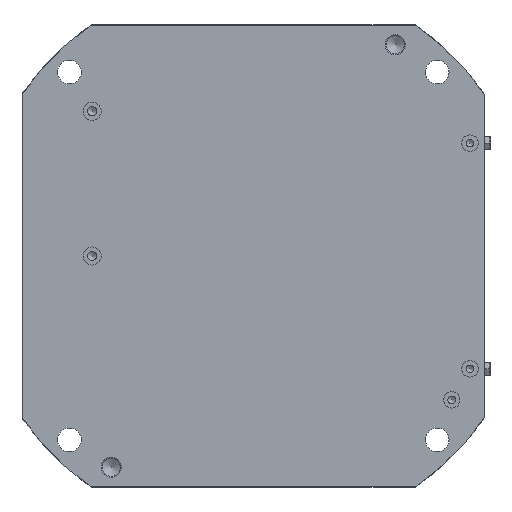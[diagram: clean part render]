
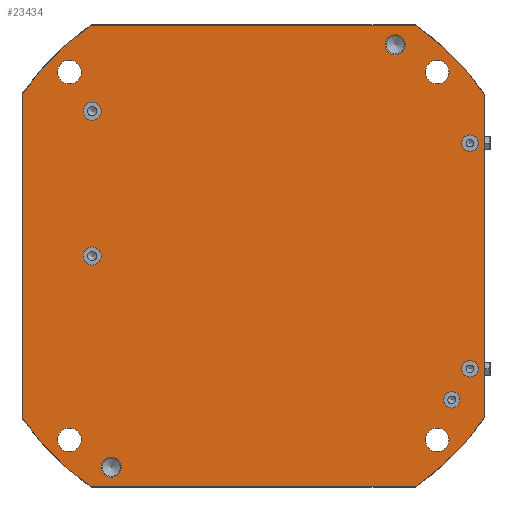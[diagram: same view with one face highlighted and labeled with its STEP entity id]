
A CAD part, front view. The second image highlights one B-rep face of the part: STEP entity #23434.
In plain terms, the highlighted planar face has unit normal (0, -1, 0).
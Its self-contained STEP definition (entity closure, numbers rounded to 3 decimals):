
#621=LINE('',#34266,#3272);
#622=LINE('',#34270,#3273);
#623=LINE('',#34274,#3274);
#624=LINE('',#34277,#3275);
#3272=VECTOR('',#27346,179.14);
#3273=VECTOR('',#27349,177.719);
#3274=VECTOR('',#27352,179.14);
#3275=VECTOR('',#27355,177.719);
#6025=FACE_BOUND('',#8711,.T.);
#6026=FACE_BOUND('',#8712,.T.);
#6027=FACE_BOUND('',#8713,.T.);
#6028=FACE_BOUND('',#8714,.T.);
#6029=FACE_BOUND('',#8715,.T.);
#6030=FACE_BOUND('',#8716,.T.);
#6031=FACE_BOUND('',#8717,.T.);
#6032=FACE_BOUND('',#8718,.T.);
#6033=FACE_BOUND('',#8719,.T.);
#6034=FACE_BOUND('',#8720,.T.);
#6035=FACE_BOUND('',#8721,.T.);
#6240=PLANE('',#24979);
#7383=FACE_OUTER_BOUND('',#8710,.T.);
#8710=EDGE_LOOP('',(#16732,#16733,#16734,#16735,#16736,#16737,#16738,#16739));
#8711=EDGE_LOOP('',(#16740));
#8712=EDGE_LOOP('',(#16741));
#8713=EDGE_LOOP('',(#16742));
#8714=EDGE_LOOP('',(#16743));
#8715=EDGE_LOOP('',(#16744));
#8716=EDGE_LOOP('',(#16745));
#8717=EDGE_LOOP('',(#16746));
#8718=EDGE_LOOP('',(#16747));
#8719=EDGE_LOOP('',(#16748));
#8720=EDGE_LOOP('',(#16749));
#8721=EDGE_LOOP('',(#16750));
#10137=CIRCLE('',#24978,5.5);
#10138=CIRCLE('',#24980,155.);
#10139=CIRCLE('',#24981,155.);
#10140=CIRCLE('',#24982,155.);
#10141=CIRCLE('',#24983,155.);
#10142=CIRCLE('',#24984,5.5);
#10143=CIRCLE('',#24985,6.5);
#10144=CIRCLE('',#24986,6.5);
#10145=CIRCLE('',#24987,6.5);
#10146=CIRCLE('',#24988,6.5);
#10147=CIRCLE('',#24989,4.5);
#10148=CIRCLE('',#24990,4.5);
#10149=CIRCLE('',#24991,4.5);
#10150=CIRCLE('',#24992,5.);
#10151=CIRCLE('',#24993,5.);
#10659=VERTEX_POINT('',#34259);
#10660=VERTEX_POINT('',#34262);
#10661=VERTEX_POINT('',#34263);
#10662=VERTEX_POINT('',#34265);
#10663=VERTEX_POINT('',#34267);
#10664=VERTEX_POINT('',#34269);
#10665=VERTEX_POINT('',#34271);
#10666=VERTEX_POINT('',#34273);
#10667=VERTEX_POINT('',#34275);
#10668=VERTEX_POINT('',#34278);
#10669=VERTEX_POINT('',#34280);
#10670=VERTEX_POINT('',#34282);
#10671=VERTEX_POINT('',#34284);
#10672=VERTEX_POINT('',#34286);
#10673=VERTEX_POINT('',#34288);
#10674=VERTEX_POINT('',#34290);
#10675=VERTEX_POINT('',#34292);
#10676=VERTEX_POINT('',#34294);
#10677=VERTEX_POINT('',#34296);
#13082=EDGE_CURVE('',#10659,#10659,#10137,.T.);
#13083=EDGE_CURVE('',#10660,#10661,#10138,.T.);
#13084=EDGE_CURVE('',#10660,#10662,#621,.T.);
#13085=EDGE_CURVE('',#10663,#10662,#10139,.T.);
#13086=EDGE_CURVE('',#10663,#10664,#622,.T.);
#13087=EDGE_CURVE('',#10665,#10664,#10140,.T.);
#13088=EDGE_CURVE('',#10666,#10665,#623,.T.);
#13089=EDGE_CURVE('',#10667,#10666,#10141,.T.);
#13090=EDGE_CURVE('',#10661,#10667,#624,.T.);
#13091=EDGE_CURVE('',#10668,#10668,#10142,.T.);
#13092=EDGE_CURVE('',#10669,#10669,#10143,.T.);
#13093=EDGE_CURVE('',#10670,#10670,#10144,.T.);
#13094=EDGE_CURVE('',#10671,#10671,#10145,.T.);
#13095=EDGE_CURVE('',#10672,#10672,#10146,.T.);
#13096=EDGE_CURVE('',#10673,#10673,#10147,.T.);
#13097=EDGE_CURVE('',#10674,#10674,#10148,.T.);
#13098=EDGE_CURVE('',#10675,#10675,#10149,.T.);
#13099=EDGE_CURVE('',#10676,#10676,#10150,.T.);
#13100=EDGE_CURVE('',#10677,#10677,#10151,.T.);
#16732=ORIENTED_EDGE('',*,*,#13083,.F.);
#16733=ORIENTED_EDGE('',*,*,#13084,.T.);
#16734=ORIENTED_EDGE('',*,*,#13085,.F.);
#16735=ORIENTED_EDGE('',*,*,#13086,.T.);
#16736=ORIENTED_EDGE('',*,*,#13087,.F.);
#16737=ORIENTED_EDGE('',*,*,#13088,.F.);
#16738=ORIENTED_EDGE('',*,*,#13089,.F.);
#16739=ORIENTED_EDGE('',*,*,#13090,.F.);
#16740=ORIENTED_EDGE('',*,*,#13091,.F.);
#16741=ORIENTED_EDGE('',*,*,#13092,.T.);
#16742=ORIENTED_EDGE('',*,*,#13093,.T.);
#16743=ORIENTED_EDGE('',*,*,#13094,.T.);
#16744=ORIENTED_EDGE('',*,*,#13095,.T.);
#16745=ORIENTED_EDGE('',*,*,#13096,.F.);
#16746=ORIENTED_EDGE('',*,*,#13097,.F.);
#16747=ORIENTED_EDGE('',*,*,#13098,.F.);
#16748=ORIENTED_EDGE('',*,*,#13099,.F.);
#16749=ORIENTED_EDGE('',*,*,#13100,.F.);
#16750=ORIENTED_EDGE('',*,*,#13082,.F.);
#23434=ADVANCED_FACE('',(#7383,#6025,#6026,#6027,#6028,#6029,#6030,#6031,
#6032,#6033,#6034,#6035),#6240,.F.);
#24978=AXIS2_PLACEMENT_3D('',#34260,#27340,#27341);
#24979=AXIS2_PLACEMENT_3D('',#34261,#27342,#27343);
#24980=AXIS2_PLACEMENT_3D('',#34264,#27344,#27345);
#24981=AXIS2_PLACEMENT_3D('',#34268,#27347,#27348);
#24982=AXIS2_PLACEMENT_3D('',#34272,#27350,#27351);
#24983=AXIS2_PLACEMENT_3D('',#34276,#27353,#27354);
#24984=AXIS2_PLACEMENT_3D('',#34279,#27356,#27357);
#24985=AXIS2_PLACEMENT_3D('',#34281,#27358,#27359);
#24986=AXIS2_PLACEMENT_3D('',#34283,#27360,#27361);
#24987=AXIS2_PLACEMENT_3D('',#34285,#27362,#27363);
#24988=AXIS2_PLACEMENT_3D('',#34287,#27364,#27365);
#24989=AXIS2_PLACEMENT_3D('',#34289,#27366,#27367);
#24990=AXIS2_PLACEMENT_3D('',#34291,#27368,#27369);
#24991=AXIS2_PLACEMENT_3D('',#34293,#27370,#27371);
#24992=AXIS2_PLACEMENT_3D('',#34295,#27372,#27373);
#24993=AXIS2_PLACEMENT_3D('',#34297,#27374,#27375);
#27340=DIRECTION('center_axis',(0.,-1.,0.));
#27341=DIRECTION('ref_axis',(-1.,0.,0.));
#27342=DIRECTION('center_axis',(0.,1.,0.));
#27343=DIRECTION('ref_axis',(0.,0.,1.));
#27344=DIRECTION('center_axis',(0.,1.,0.));
#27345=DIRECTION('ref_axis',(0.,0.,1.));
#27346=DIRECTION('',(-1.,0.,0.));
#27347=DIRECTION('center_axis',(0.,1.,0.));
#27348=DIRECTION('ref_axis',(0.,0.,1.));
#27349=DIRECTION('',(0.,0.,-1.));
#27350=DIRECTION('center_axis',(0.,1.,0.));
#27351=DIRECTION('ref_axis',(0.,0.,1.));
#27352=DIRECTION('',(-1.,0.,0.));
#27353=DIRECTION('center_axis',(0.,1.,0.));
#27354=DIRECTION('ref_axis',(0.,0.,1.));
#27355=DIRECTION('',(0.,0.,-1.));
#27356=DIRECTION('center_axis',(0.,-1.,0.));
#27357=DIRECTION('ref_axis',(-1.,0.,0.));
#27358=DIRECTION('center_axis',(0.,1.,0.));
#27359=DIRECTION('ref_axis',(0.,0.,1.));
#27360=DIRECTION('center_axis',(0.,1.,0.));
#27361=DIRECTION('ref_axis',(0.,0.,1.));
#27362=DIRECTION('center_axis',(0.,1.,0.));
#27363=DIRECTION('ref_axis',(0.,0.,1.));
#27364=DIRECTION('center_axis',(0.,1.,0.));
#27365=DIRECTION('ref_axis',(0.,0.,1.));
#27366=DIRECTION('center_axis',(0.,-1.,0.));
#27367=DIRECTION('ref_axis',(0.,0.,-1.));
#27368=DIRECTION('center_axis',(0.,-1.,0.));
#27369=DIRECTION('ref_axis',(0.,0.,-1.));
#27370=DIRECTION('center_axis',(0.,-1.,0.));
#27371=DIRECTION('ref_axis',(0.,0.,-1.));
#27372=DIRECTION('center_axis',(0.,-1.,0.));
#27373=DIRECTION('ref_axis',(0.,0.,-1.));
#27374=DIRECTION('center_axis',(0.,-1.,0.));
#27375=DIRECTION('ref_axis',(0.,0.,-1.));
#34259=CARTESIAN_POINT('',(-72.5,0.,-116.));
#34260=CARTESIAN_POINT('Origin',(-78.,0.,-116.));
#34261=CARTESIAN_POINT('Origin',(127.,0.,126.5));
#34262=CARTESIAN_POINT('',(89.57,0.,126.5));
#34263=CARTESIAN_POINT('',(127.,0.,88.859));
#34264=CARTESIAN_POINT('Origin',(0.,0.,0.));
#34265=CARTESIAN_POINT('',(-89.57,0.,126.5));
#34266=CARTESIAN_POINT('',(89.57,0.,126.5));
#34267=CARTESIAN_POINT('',(-127.,0.,88.859));
#34268=CARTESIAN_POINT('Origin',(0.,0.,0.));
#34269=CARTESIAN_POINT('',(-127.,0.,-88.859));
#34270=CARTESIAN_POINT('',(-127.,0.,88.859));
#34271=CARTESIAN_POINT('',(-89.57,0.,-126.5));
#34272=CARTESIAN_POINT('Origin',(0.,0.,0.));
#34273=CARTESIAN_POINT('',(89.57,0.,-126.5));
#34274=CARTESIAN_POINT('',(89.57,0.,-126.5));
#34275=CARTESIAN_POINT('',(127.,0.,-88.859));
#34276=CARTESIAN_POINT('Origin',(0.,0.,0.));
#34277=CARTESIAN_POINT('',(127.,0.,88.859));
#34278=CARTESIAN_POINT('',(83.5,0.,116.));
#34279=CARTESIAN_POINT('Origin',(78.,0.,116.));
#34280=CARTESIAN_POINT('',(-101.,0.,-94.5));
#34281=CARTESIAN_POINT('Origin',(-101.,0.,-101.));
#34282=CARTESIAN_POINT('',(101.,0.,-94.5));
#34283=CARTESIAN_POINT('Origin',(101.,0.,-101.));
#34284=CARTESIAN_POINT('',(-101.,0.,107.5));
#34285=CARTESIAN_POINT('Origin',(-101.,0.,101.));
#34286=CARTESIAN_POINT('',(101.,0.,107.5));
#34287=CARTESIAN_POINT('Origin',(101.,0.,101.));
#34288=CARTESIAN_POINT('',(109.,0.,-83.5));
#34289=CARTESIAN_POINT('Origin',(109.,0.,-79.));
#34290=CARTESIAN_POINT('',(119.,0.,-66.5));
#34291=CARTESIAN_POINT('Origin',(119.,0.,-62.));
#34292=CARTESIAN_POINT('',(119.,0.,57.5));
#34293=CARTESIAN_POINT('Origin',(119.,0.,62.));
#34294=CARTESIAN_POINT('',(-88.5,0.,-5.));
#34295=CARTESIAN_POINT('Origin',(-88.5,0.,0.));
#34296=CARTESIAN_POINT('',(-88.5,0.,74.5));
#34297=CARTESIAN_POINT('Origin',(-88.5,0.,79.5));
